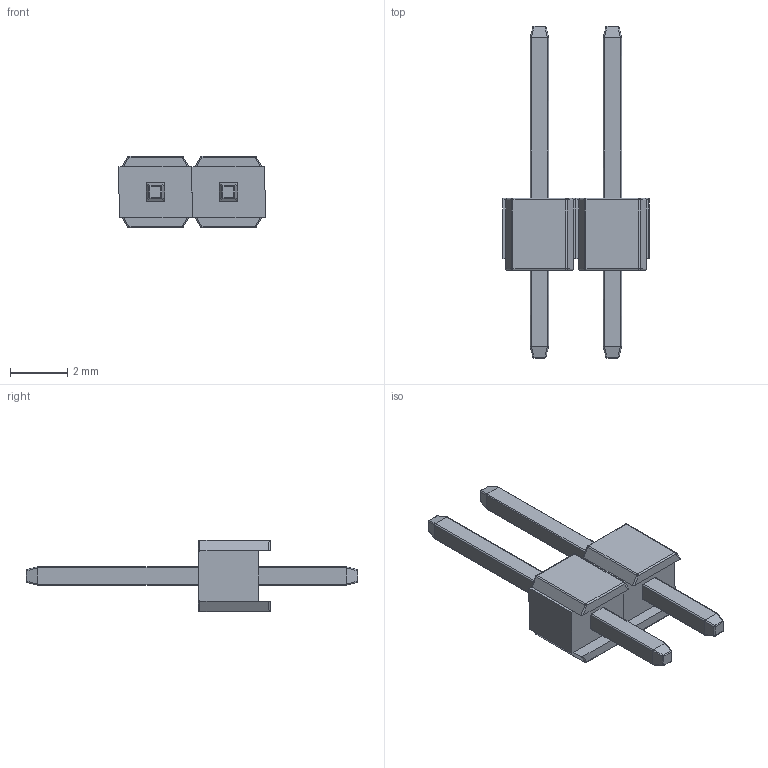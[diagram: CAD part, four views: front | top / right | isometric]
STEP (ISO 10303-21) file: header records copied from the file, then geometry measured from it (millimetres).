
FILE_DESCRIPTION(/* description */ ('STEP AP242','CAx-IF Rec.Pracs.---Representation and Presentation of Product Manufacturing Information (PMI)---4.0---2014-10-13','CAx-IF Rec.Pracs.---3D Tessellated Geometry---0.4---2014-09-14','2;1'),/* implementation_level */ '2;1');
FILE_NAME(/* name */ '61a547b6c19abb21ee078fdc',/* time_stamp */ '2021-11-29T21:35:51+00:00',/* author */ (''),/* organization */ (''),/* preprocessor_version */ 'ST-DEVELOPER v18.1',/* originating_system */ ' ',/* authorisation */ ' ');
FILE_SCHEMA (('AP242_MANAGED_MODEL_BASED_3D_ENGINEERING_MIM_LF { 1 0 10303 442 1 1 4 }'));
Length unit declared in the file: metre
Products named in the file (6): PH1-01-UA
Bounding box: 5.09 x 11.55 x 2.5 mm (x, y, z)
Volume: 34.1 mm3; surface area: 139.6 mm2
Topology: 6 solids, 6 shells, 212 faces, 520 edges, 304 vertices
Faces by surface type: cylinder 96, plane 84, sphere 16, torus 16
Entity records: 6236 total; most frequent: DIRECTION 1136, CARTESIAN_POINT 1062, ORIENTED_EDGE 1008, EDGE_CURVE 504, AXIS2_PLACEMENT_3D 426, VERTEX_POINT 304, LINE 284, VECTOR 284
